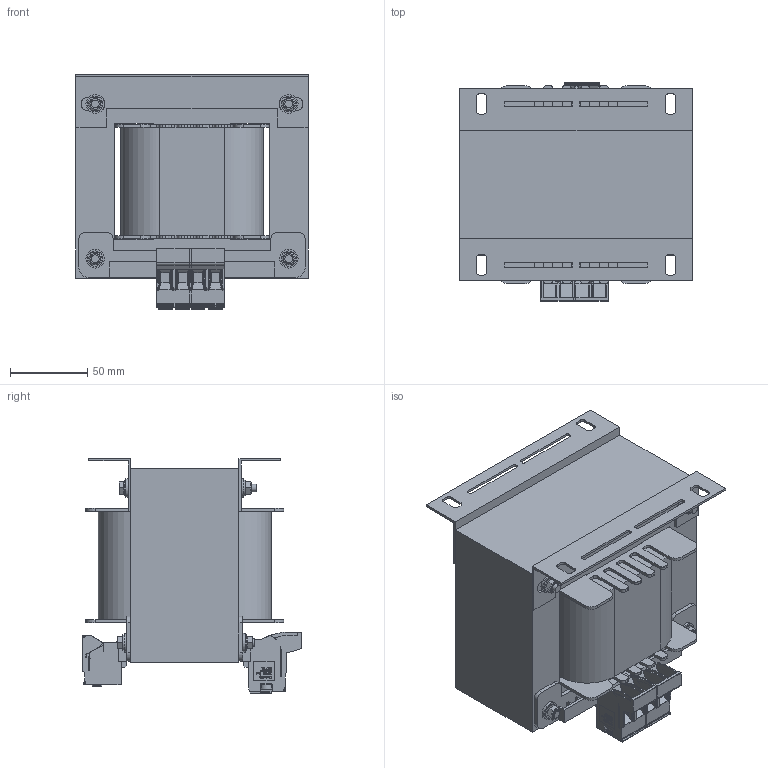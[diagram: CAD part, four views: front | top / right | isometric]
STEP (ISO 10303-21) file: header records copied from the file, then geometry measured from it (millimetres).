
FILE_DESCRIPTION(/* description */ (''),/* implementation_level */ '2;1');
FILE_NAME(/* name */ 'TS041803300.stp',/* time_stamp */ '2022-09-20T09:14:59+02:00',/* author */ ('velazquez'),/* organization */ (''),/* preprocessor_version */ 'ST-DEVELOPER v19.2',/* originating_system */ 'Autodesk Inventor 2023',/* authorisation */ '');
FILE_SCHEMA (('AUTOMOTIVE_DESIGN { 1 0 10303 214 3 1 1 }'));
Products named in the file (11): TS041803300; EI150 x 125 - 70 (RC50); AF50DIN; EI 150 X 125 - 70; EI150; centrador M5; DIN 125 - A 5,3; DIN 933 - M5  x 85; DIN 934 - M5; 1227_TKS_4_3_F NARANJA; TKS 10_2
Assembly tree (33 placements, depth 2):
  TS041803300
    EI150 x 125 - 70 (RC50)
    AF50DIN  x2
    EI 150 X 125 - 70
    EI150  x2
    centrador M5  x8
    DIN 125 - A 5,3  x8
    DIN 933 - M5  x 85  x4
    DIN 934 - M5  x4
    1227_TKS_4_3_F NARANJA
    TKS 10_2  x2
Bounding box: 150 x 141.2 x 151.6 mm (x, y, z)
Volume: 1600058.5 mm3; surface area: 265237.8 mm2
Topology: 33 solids, 33 shells, 6452 faces, 17993 edges, 11722 vertices
Faces by surface type: plane 5206, cylinder 883, bspline 195, torus 76, cone 48, sphere 44
Full cylindrical faces by diameter (mm): 4.134 x4, 4.567 x4, 5 x20, 5.3 x8, 5.9 x8, 6.7 x4, 8 x4, 10 x8, 12 x8
Entity records: 143986 total; most frequent: CARTESIAN_POINT 30969, ORIENTED_EDGE 23890, DIRECTION 21463, EDGE_CURVE 11945, LINE 10417, VECTOR 10417, VERTEX_POINT 7781, AXIS2_PLACEMENT_3D 5523
